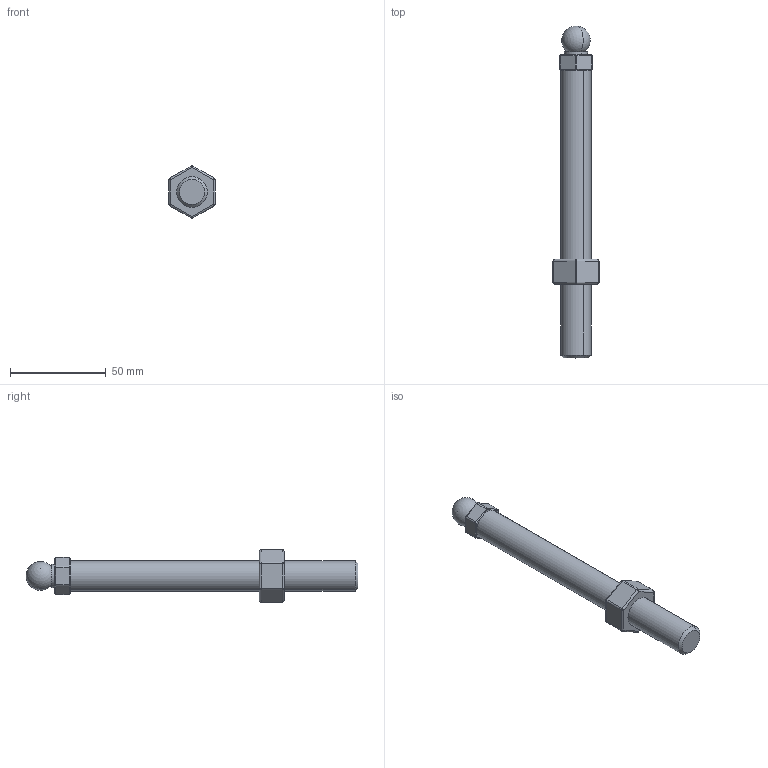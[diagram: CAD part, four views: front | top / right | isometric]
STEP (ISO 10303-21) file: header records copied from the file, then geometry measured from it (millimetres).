
FILE_DESCRIPTION (( 'STEP AP214' ), '1' );
FILE_NAME ('B816 Ñòåðæåíü îïîðû ðåãóëèðóåìîé Ì16õ150.STEP', '2025-09-30T11:42:09', ( '' ), ( '' ), 'SwSTEP 2.0', 'SolidWorks 2025', '' );
FILE_SCHEMA (( 'AUTOMOTIVE_DESIGN' ));
Length unit declared in the file: millimetre
Products named in the file (3): B816 Стержень опоры регулируемой М16х150; B816 Гайка М16_00; B816 Опора М16х150_00
Assembly tree (2 placements, depth 2):
  B816 Стержень опоры регулируемой М16х150
    B816 Гайка М16_00
    B816 Опора М16х150_00
Bounding box: 24 x 173 x 27.4 mm (x, y, z)
Volume: 38377.6 mm3; surface area: 11266.1 mm2
Topology: 2 solids, 2 shells, 85 faces, 202 edges, 115 vertices
Faces by surface type: plane 35, cylinder 30, sphere 14, cone 6
Entity records: 2384 total; most frequent: CARTESIAN_POINT 459, DIRECTION 406, ORIENTED_EDGE 376, EDGE_CURVE 188, AXIS2_PLACEMENT_3D 152, VERTEX_POINT 109, LINE 102, VECTOR 102
